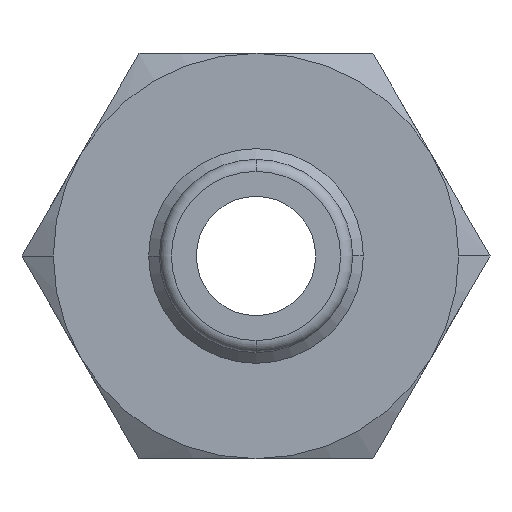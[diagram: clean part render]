
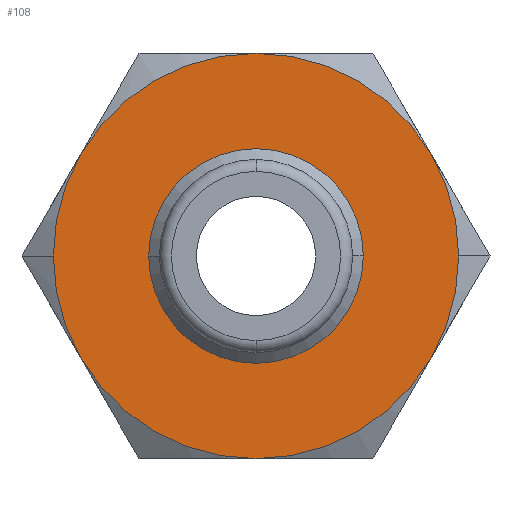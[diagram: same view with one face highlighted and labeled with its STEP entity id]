
A CAD part, front view. The second image highlights one B-rep face of the part: STEP entity #108.
In plain terms, the highlighted planar face has unit normal (0, -1, 0).
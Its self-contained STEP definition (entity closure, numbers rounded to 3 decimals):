
#108=ADVANCED_FACE('',(#241,#242),#243,.T.);
#241=FACE_OUTER_BOUND('',#396,.T.);
#242=FACE_BOUND('',#397,.T.);
#243=PLANE('',#398);
#396=EDGE_LOOP('',(#637,#638,#639,#640,#641,#642,#643,#644));
#397=EDGE_LOOP('',(#645,#646));
#398=AXIS2_PLACEMENT_3D('',#647,#648,#649);
#637=ORIENTED_EDGE('',*,*,#965,.F.);
#638=ORIENTED_EDGE('',*,*,#966,.F.);
#639=ORIENTED_EDGE('',*,*,#967,.F.);
#640=ORIENTED_EDGE('',*,*,#968,.F.);
#641=ORIENTED_EDGE('',*,*,#928,.F.);
#642=ORIENTED_EDGE('',*,*,#908,.F.);
#643=ORIENTED_EDGE('',*,*,#969,.F.);
#644=ORIENTED_EDGE('',*,*,#970,.F.);
#645=ORIENTED_EDGE('',*,*,#971,.F.);
#646=ORIENTED_EDGE('',*,*,#972,.F.);
#647=CARTESIAN_POINT('',(4.25,14.0,0.0));
#648=DIRECTION('',(-0.0,-1.0,-0.0));
#649=DIRECTION('',(-1.0,0.0,0.0));
#908=EDGE_CURVE('',#1073,#1070,#1075,.T.);
#928=EDGE_CURVE('',#1070,#1103,#1106,.T.);
#965=EDGE_CURVE('',#1045,#1160,#1161,.T.);
#966=EDGE_CURVE('',#1162,#1045,#1163,.T.);
#967=EDGE_CURVE('',#1164,#1162,#1165,.T.);
#968=EDGE_CURVE('',#1103,#1164,#1166,.T.);
#969=EDGE_CURVE('',#1167,#1073,#1168,.T.);
#970=EDGE_CURVE('',#1160,#1167,#1169,.T.);
#971=EDGE_CURVE('',#1170,#1171,#1172,.T.);
#972=EDGE_CURVE('',#1171,#1170,#1173,.T.);
#1045=VERTEX_POINT('',#1277);
#1070=VERTEX_POINT('',#1350);
#1073=VERTEX_POINT('',#1364);
#1075=CIRCLE('',#1377,8.5);
#1103=VERTEX_POINT('',#1418);
#1106=CIRCLE('',#1433,8.5);
#1160=VERTEX_POINT('',#1518);
#1161=CIRCLE('',#1519,8.5);
#1162=VERTEX_POINT('',#1520);
#1163=CIRCLE('',#1521,8.5);
#1164=VERTEX_POINT('',#1522);
#1165=CIRCLE('',#1523,8.5);
#1166=CIRCLE('',#1524,8.5);
#1167=VERTEX_POINT('',#1525);
#1168=CIRCLE('',#1526,8.5);
#1169=CIRCLE('',#1527,8.5);
#1170=VERTEX_POINT('',#1528);
#1171=VERTEX_POINT('',#1529);
#1172=CIRCLE('',#1530,4.5);
#1173=CIRCLE('',#1531,4.5);
#1277=CARTESIAN_POINT('',(7.361,14.0,4.25));
#1350=CARTESIAN_POINT('',(-7.361,14.0,-4.25));
#1364=CARTESIAN_POINT('',(0.0,14.0,-8.5));
#1377=AXIS2_PLACEMENT_3D('',#1770,#1771,#1772);
#1418=CARTESIAN_POINT('',(-8.5,14.0,0.));
#1433=AXIS2_PLACEMENT_3D('',#1806,#1807,#1808);
#1518=CARTESIAN_POINT('',(8.5,14.0,0.));
#1519=AXIS2_PLACEMENT_3D('',#1863,#1864,#1865);
#1520=CARTESIAN_POINT('',(0.,14.0,8.5));
#1521=AXIS2_PLACEMENT_3D('',#1866,#1867,#1868);
#1522=CARTESIAN_POINT('',(-7.361,14.0,4.25));
#1523=AXIS2_PLACEMENT_3D('',#1869,#1870,#1871);
#1524=AXIS2_PLACEMENT_3D('',#1872,#1873,#1874);
#1525=CARTESIAN_POINT('',(7.361,14.0,-4.25));
#1526=AXIS2_PLACEMENT_3D('',#1875,#1876,#1877);
#1527=AXIS2_PLACEMENT_3D('',#1878,#1879,#1880);
#1528=CARTESIAN_POINT('',(-4.5,14.0,0.));
#1529=CARTESIAN_POINT('',(4.5,14.0,0.));
#1530=AXIS2_PLACEMENT_3D('',#1881,#1882,#1883);
#1531=AXIS2_PLACEMENT_3D('',#1884,#1885,#1886);
#1770=CARTESIAN_POINT('',(0.0,14.0,0.0));
#1771=DIRECTION('',(-0.0,1.0,0.0));
#1772=DIRECTION('',(1.0,0.0,0.0));
#1806=CARTESIAN_POINT('',(0.0,14.0,0.0));
#1807=DIRECTION('',(-0.0,1.0,0.0));
#1808=DIRECTION('',(1.0,0.0,0.0));
#1863=CARTESIAN_POINT('',(0.0,14.0,0.0));
#1864=DIRECTION('',(-0.0,1.0,0.0));
#1865=DIRECTION('',(1.0,0.0,0.0));
#1866=CARTESIAN_POINT('',(0.0,14.0,0.0));
#1867=DIRECTION('',(-0.0,1.0,0.0));
#1868=DIRECTION('',(1.0,0.0,0.0));
#1869=CARTESIAN_POINT('',(0.0,14.0,0.0));
#1870=DIRECTION('',(-0.0,1.0,0.0));
#1871=DIRECTION('',(1.0,0.0,0.0));
#1872=CARTESIAN_POINT('',(0.0,14.0,0.0));
#1873=DIRECTION('',(-0.0,1.0,0.0));
#1874=DIRECTION('',(1.0,0.0,0.0));
#1875=CARTESIAN_POINT('',(0.0,14.0,0.0));
#1876=DIRECTION('',(-0.0,1.0,0.0));
#1877=DIRECTION('',(1.0,0.0,0.0));
#1878=CARTESIAN_POINT('',(0.0,14.0,0.0));
#1879=DIRECTION('',(-0.0,1.0,0.0));
#1880=DIRECTION('',(1.0,0.0,0.0));
#1881=CARTESIAN_POINT('',(0.0,14.0,0.0));
#1882=DIRECTION('',(0.0,-1.0,0.0));
#1883=DIRECTION('',(1.0,0.0,0.0));
#1884=CARTESIAN_POINT('',(0.0,14.0,0.0));
#1885=DIRECTION('',(0.0,-1.0,0.0));
#1886=DIRECTION('',(1.0,0.0,0.0));
